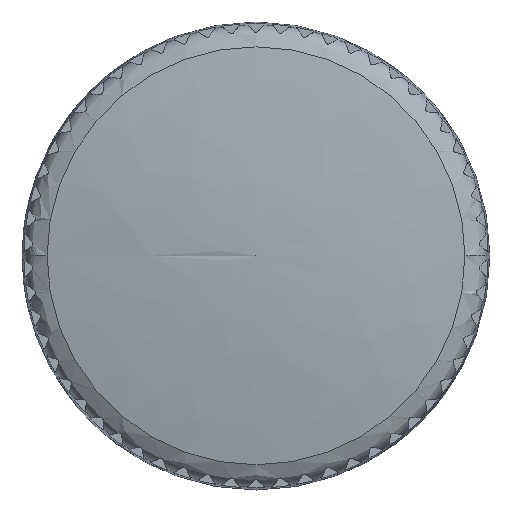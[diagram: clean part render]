
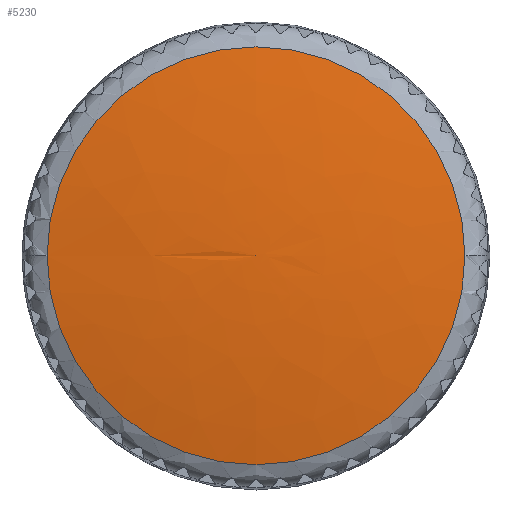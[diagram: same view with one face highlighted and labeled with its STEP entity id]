
A CAD part, top view. The second image highlights one B-rep face of the part: STEP entity #5230.
In plain terms, the highlighted free-form (B-spline) face has degree [3, 3] with [4, 7] control points.
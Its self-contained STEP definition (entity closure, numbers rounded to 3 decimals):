
#215 = VERTEX_POINT ( 'NONE', #3375 ) ;
#271 = EDGE_LOOP ( 'NONE', ( #3140, #6138 ) ) ;
#492 = CARTESIAN_POINT ( 'NONE',  ( 2.665, 0., 2.5 ) ) ;
#750 = CARTESIAN_POINT ( 'NONE',  ( -7.952, 0., 1.864 ) ) ;
#814 =( BOUNDED_SURFACE ( )  B_SPLINE_SURFACE ( 3, 3, ( 
 ( #6737, #9896, #5961, #2035, #4454, #5187, #8326 ),
 ( #2922, #1264, #7556, #492, #6783, #9946, #6072 ),
 ( #6015, #9170, #7601, #5242, #9230, #8380, #2345 ),
 ( #6939, #4660, #4771, #5336, #9486, #10209, #750 ) ),
 .UNSPECIFIED., .F., .T., .F. ) 
 B_SPLINE_SURFACE_WITH_KNOTS ( ( 4, 4 ),
 ( 4, 3, 4 ),
 ( 0., 1. ),
 ( 0., 0.5, 1. ),
 .UNSPECIFIED. ) 
 GEOMETRIC_REPRESENTATION_ITEM ( )  RATIONAL_B_SPLINE_SURFACE ( (
 ( 1., 0.333, 0.333, 1., 0.333, 0.333, 1.),
 ( 0.998, 0.333, 0.333, 0.998, 0.333, 0.333, 0.998),
 ( 0.998, 0.333, 0.333, 0.998, 0.333, 0.333, 0.998),
 ( 1., 0.333, 0.333, 1., 0.333, 0.333, 1.) ) ) 
 REPRESENTATION_ITEM ( '' )  SURFACE ( )  );
#1264 = CARTESIAN_POINT ( 'NONE',  ( -2.665, 5.329, 2.5 ) ) ;
#1749 = CARTESIAN_POINT ( 'NONE',  ( 0., 0., 1.864 ) ) ;
#1778 = EDGE_CURVE ( 'NONE', #5136, #215, #2695, .T. ) ;
#2035 = CARTESIAN_POINT ( 'NONE',  ( 0., 0., 2.5 ) ) ;
#2180 = EDGE_CURVE ( 'NONE', #215, #5136, #6151, .T. ) ;
#2345 = CARTESIAN_POINT ( 'NONE',  ( -5.321, 0., 2.287 ) ) ;
#2584 = CARTESIAN_POINT ( 'NONE',  ( 0., 0., 1.864 ) ) ;
#2695 = CIRCLE ( 'NONE', #7957, 7.952 ) ;
#2922 = CARTESIAN_POINT ( 'NONE',  ( -2.665, 0., 2.5 ) ) ;
#3027 = AXIS2_PLACEMENT_3D ( 'NONE', #1749, #8868, #3401 ) ;
#3140 = ORIENTED_EDGE ( 'NONE', *, *, #2180, .F. ) ;
#3375 = CARTESIAN_POINT ( 'NONE',  ( 7.952, 0., 1.864 ) ) ;
#3401 = DIRECTION ( 'NONE',  ( -1., 0., 0. ) ) ;
#4124 = DIRECTION ( 'NONE',  ( -1., 0., 0. ) ) ;
#4454 = CARTESIAN_POINT ( 'NONE',  ( 0., 0., 2.5 ) ) ;
#4660 = CARTESIAN_POINT ( 'NONE',  ( -7.952, 15.903, 1.864 ) ) ;
#4771 = CARTESIAN_POINT ( 'NONE',  ( 7.952, 15.903, 1.864 ) ) ;
#5136 = VERTEX_POINT ( 'NONE', #9690 ) ;
#5187 = CARTESIAN_POINT ( 'NONE',  ( 0., 0., 2.5 ) ) ;
#5230 = ADVANCED_FACE ( 'NONE', ( #7502 ), #814, .F. ) ;
#5242 = CARTESIAN_POINT ( 'NONE',  ( 5.321, 0., 2.287 ) ) ;
#5336 = CARTESIAN_POINT ( 'NONE',  ( 7.952, 0., 1.864 ) ) ;
#5961 = CARTESIAN_POINT ( 'NONE',  ( 0., 0., 2.5 ) ) ;
#6015 = CARTESIAN_POINT ( 'NONE',  ( -5.321, 0., 2.287 ) ) ;
#6072 = CARTESIAN_POINT ( 'NONE',  ( -2.665, 0., 2.5 ) ) ;
#6138 = ORIENTED_EDGE ( 'NONE', *, *, #1778, .F. ) ;
#6151 = CIRCLE ( 'NONE', #3027, 7.952 ) ;
#6737 = CARTESIAN_POINT ( 'NONE',  ( 0., 0., 2.5 ) ) ;
#6783 = CARTESIAN_POINT ( 'NONE',  ( 2.665, -5.329, 2.5 ) ) ;
#6939 = CARTESIAN_POINT ( 'NONE',  ( -7.952, 0., 1.864 ) ) ;
#7502 = FACE_OUTER_BOUND ( 'NONE', #271, .T. ) ;
#7556 = CARTESIAN_POINT ( 'NONE',  ( 2.665, 5.329, 2.5 ) ) ;
#7601 = CARTESIAN_POINT ( 'NONE',  ( 5.321, 10.642, 2.287 ) ) ;
#7957 = AXIS2_PLACEMENT_3D ( 'NONE', #2584, #9616, #4124 ) ;
#8326 = CARTESIAN_POINT ( 'NONE',  ( 0., 0., 2.5 ) ) ;
#8380 = CARTESIAN_POINT ( 'NONE',  ( -5.321, -10.642, 2.287 ) ) ;
#8868 = DIRECTION ( 'NONE',  ( 0., 0., -1. ) ) ;
#9170 = CARTESIAN_POINT ( 'NONE',  ( -5.321, 10.642, 2.287 ) ) ;
#9230 = CARTESIAN_POINT ( 'NONE',  ( 5.321, -10.642, 2.287 ) ) ;
#9486 = CARTESIAN_POINT ( 'NONE',  ( 7.952, -15.903, 1.864 ) ) ;
#9616 = DIRECTION ( 'NONE',  ( 0., 0., -1. ) ) ;
#9690 = CARTESIAN_POINT ( 'NONE',  ( -7.952, 0., 1.864 ) ) ;
#9896 = CARTESIAN_POINT ( 'NONE',  ( 0., 0., 2.5 ) ) ;
#9946 = CARTESIAN_POINT ( 'NONE',  ( -2.665, -5.329, 2.5 ) ) ;
#10209 = CARTESIAN_POINT ( 'NONE',  ( -7.952, -15.903, 1.864 ) ) ;
